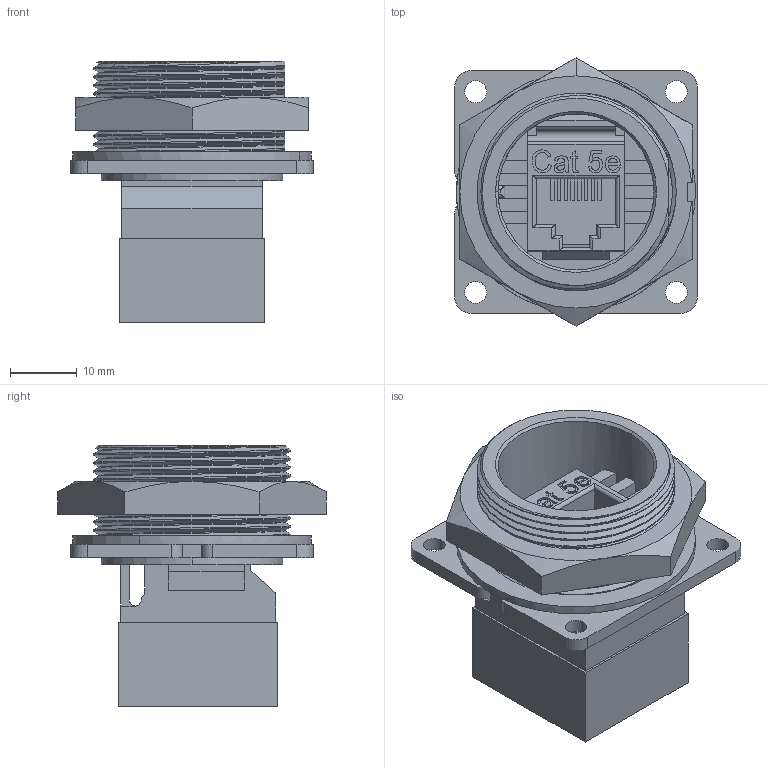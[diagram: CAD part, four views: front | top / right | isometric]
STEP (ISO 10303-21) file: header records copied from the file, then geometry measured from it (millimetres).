
FILE_DESCRIPTION (( 'STEP AP203' ), '1' );
FILE_NAME ('DCP-RJ5ST-SD.STEP', '2014-05-27T19:21:27', ( '' ), ( '' ), 'SwSTEP 2.0', 'SolidWorks 2014', '' );
FILE_SCHEMA (( 'CONFIG_CONTROL_DESIGN' ));
Length unit declared in the file: inch
Products named in the file (1): DCP-RJ5ST-SD
Bounding box: 36.53 x 40.33 x 39.25 mm (x, y, z)
Volume: 19531.5 mm3; surface area: 12074.5 mm2
Topology: 2 solids, 2 shells, 385 faces, 1087 edges, 712 vertices
Faces by surface type: plane 195, cylinder 101, bspline 77, cone 12
Entity records: 23750 total; most frequent: CARTESIAN_POINT 14617, ORIENTED_EDGE 2170, DIRECTION 1496, EDGE_CURVE 1085, VERTEX_POINT 712, LINE 668, VECTOR 668, AXIS2_PLACEMENT_3D 414
